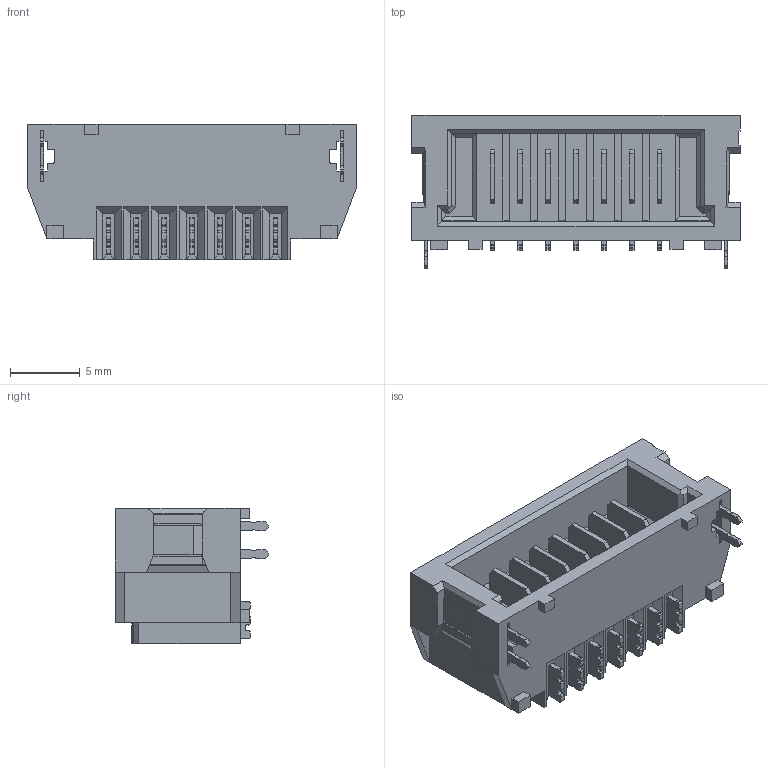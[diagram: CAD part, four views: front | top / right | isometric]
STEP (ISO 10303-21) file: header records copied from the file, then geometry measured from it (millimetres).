
FILE_DESCRIPTION (( 'STEP AP214' ), '1' );
FILE_NAME ('UMPT-07-01-L-RA-WT-M-TR.STEP', '2022-01-07T03:07:02', ( '' ), ( '' ), 'SwSTEP 2.0', 'SolidWorks 2017', '' );
FILE_SCHEMA (( 'AUTOMOTIVE_DESIGN' ));
Length unit declared in the file: millimetre
Products named in the file (1): UMPT-07-01-L-RA-WT-M-TR
Bounding box: 23.6 x 11.05 x 9.75 mm (x, y, z)
Volume: 1361.5 mm3; surface area: 1768.6 mm2
Topology: 17 solids, 17 shells, 714 faces, 1985 edges, 1302 vertices
Faces by surface type: plane 519, cylinder 195
Entity records: 23377 total; most frequent: CARTESIAN_POINT 4074, ORIENTED_EDGE 3970, DIRECTION 3761, EDGE_CURVE 1985, LINE 1591, VECTOR 1591, VERTEX_POINT 1302, AXIS2_PLACEMENT_3D 1085
